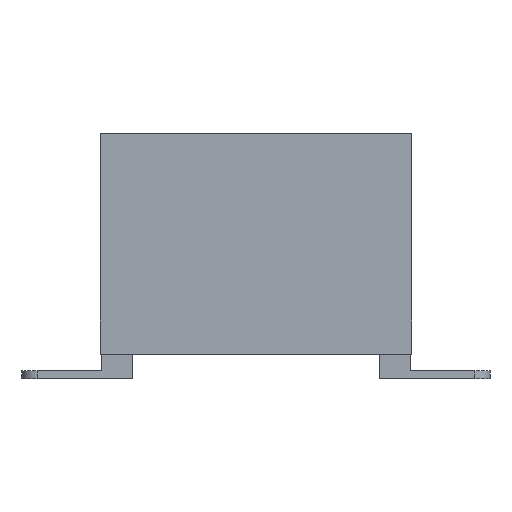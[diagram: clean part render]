
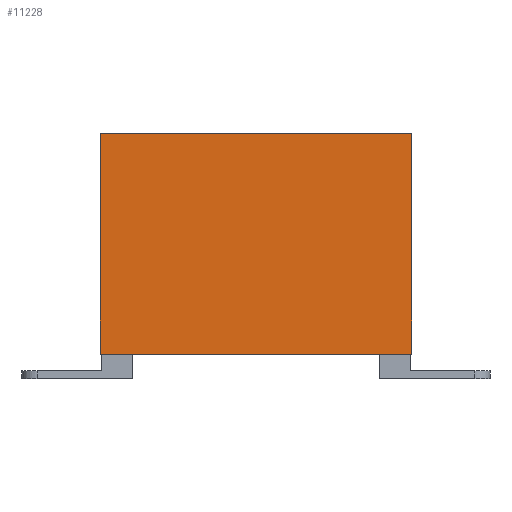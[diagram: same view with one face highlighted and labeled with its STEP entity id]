
A CAD part, front view. The second image highlights one B-rep face of the part: STEP entity #11228.
In plain terms, the highlighted planar face has unit normal (0, -1, 0).
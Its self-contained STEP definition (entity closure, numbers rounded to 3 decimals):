
#862=FACE_OUTER_BOUND('',#1508,.T.);
#1508=EDGE_LOOP('',(#9727,#9728,#9729,#9730));
#1611=LINE('',#14807,#3063);
#3039=LINE('',#17863,#4491);
#3040=LINE('',#17866,#4492);
#3041=LINE('',#17867,#4493);
#3063=VECTOR('',#11971,10.);
#4491=VECTOR('',#14751,10.);
#4492=VECTOR('',#14754,10.);
#4493=VECTOR('',#14755,10.);
#4506=VERTEX_POINT('',#14800);
#4509=VERTEX_POINT('',#14805);
#5461=VERTEX_POINT('',#17861);
#5462=VERTEX_POINT('',#17865);
#5483=EDGE_CURVE('',#4509,#4506,#1611,.T.);
#6991=EDGE_CURVE('',#4509,#5461,#3039,.T.);
#6992=EDGE_CURVE('',#5462,#5461,#3040,.T.);
#6993=EDGE_CURVE('',#4506,#5462,#3041,.T.);
#9727=ORIENTED_EDGE('',*,*,#5483,.F.);
#9728=ORIENTED_EDGE('',*,*,#6991,.T.);
#9729=ORIENTED_EDGE('',*,*,#6992,.F.);
#9730=ORIENTED_EDGE('',*,*,#6993,.F.);
#10622=PLANE('',#11929);
#11228=ADVANCED_FACE('',(#862),#10622,.T.);
#11929=AXIS2_PLACEMENT_3D('',#17864,#14752,#14753);
#11971=DIRECTION('',(1.,0.,0.));
#14751=DIRECTION('',(0.,0.,-1.));
#14752=DIRECTION('center_axis',(0.,-1.,0.));
#14753=DIRECTION('ref_axis',(-1.,0.,0.));
#14754=DIRECTION('',(-1.,0.,0.));
#14755=DIRECTION('',(0.,0.,-1.));
#14800=CARTESIAN_POINT('',(2.54,-12.904,0.));
#14805=CARTESIAN_POINT('',(-2.54,-12.904,0.));
#14807=CARTESIAN_POINT('',(-2.54,-12.904,0.));
#17861=CARTESIAN_POINT('',(-2.54,-12.904,-3.6));
#17863=CARTESIAN_POINT('',(-2.54,-12.904,0.));
#17864=CARTESIAN_POINT('Origin',(2.54,-12.904,0.));
#17865=CARTESIAN_POINT('',(2.54,-12.904,-3.6));
#17866=CARTESIAN_POINT('',(-2.54,-12.904,-3.6));
#17867=CARTESIAN_POINT('',(2.54,-12.904,0.));
